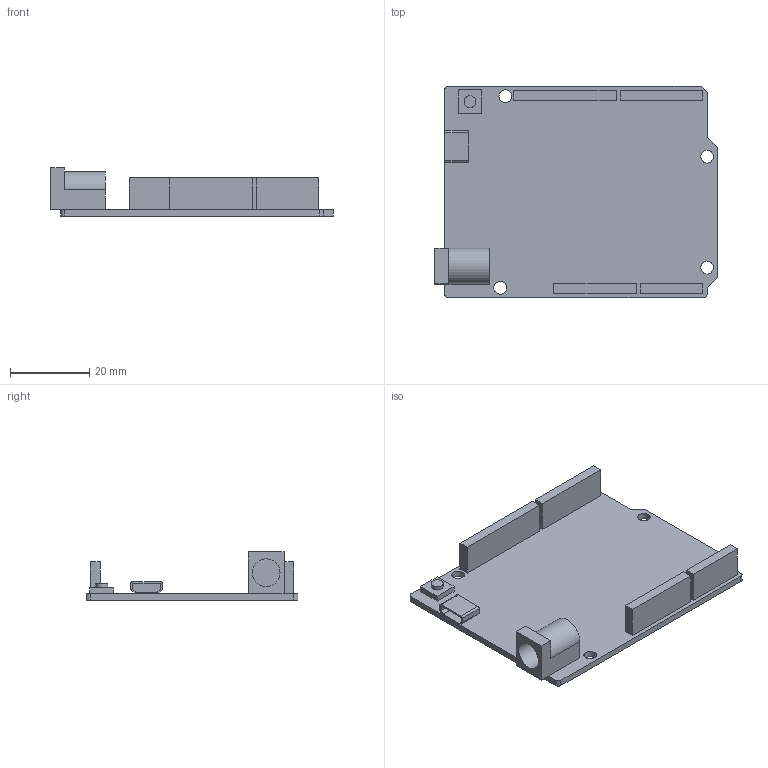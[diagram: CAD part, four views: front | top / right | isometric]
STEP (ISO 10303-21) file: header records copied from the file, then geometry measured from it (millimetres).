
FILE_DESCRIPTION(/* description */ (''),/* implementation_level */ '2;1');
FILE_NAME(/* name */ '2488 Adafruit Metro 328.step',/* time_stamp */ '2018-07-07T15:29:49-04:00',/* author */ ('Adafruit'),/* organization */ (''),/* preprocessor_version */ 'ST-DEVELOPER v17',/* originating_system */ 'Autodesk Translation Framework v7.1.0.215',/* authorisation */ '');
FILE_SCHEMA (('AUTOMOTIVE_DESIGN { 1 0 10303 214 3 1 1 }'));
Length unit declared in the file: millimetre
Products named in the file (1): Adafruit Metro 328
Bounding box: 71.08 x 53.34 x 12.14 mm (x, y, z)
Volume: 8375.7 mm3; surface area: 10789.3 mm2
Topology: 8 solids, 8 shells, 87 faces, 204 edges, 136 vertices
Faces by surface type: plane 65, cylinder 22
Full cylindrical faces by diameter (mm): 3 x1, 3.2 x4, 7 x1
Entity records: 2538 total; most frequent: CARTESIAN_POINT 428, DIRECTION 424, ORIENTED_EDGE 408, EDGE_CURVE 204, LINE 160, VECTOR 160, VERTEX_POINT 136, AXIS2_PLACEMENT_3D 132
